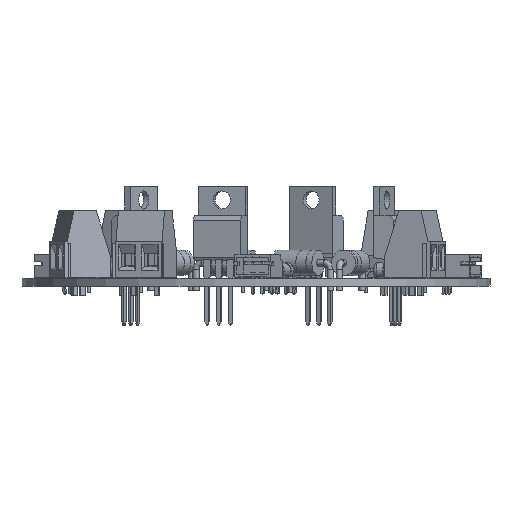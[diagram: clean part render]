
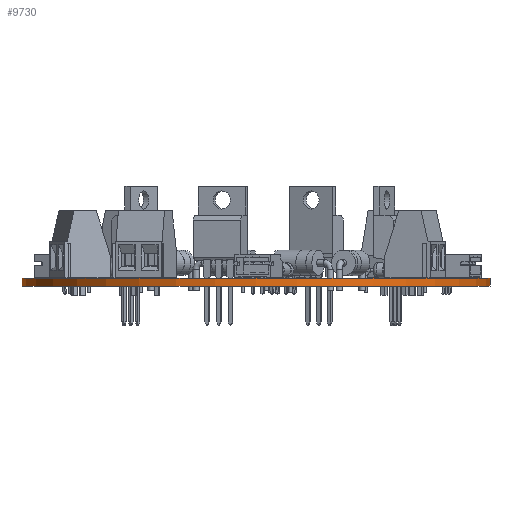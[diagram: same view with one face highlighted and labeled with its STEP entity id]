
A CAD part, front view. The second image highlights one B-rep face of the part: STEP entity #9730.
In plain terms, the highlighted cylindrical face has radius 48 mm (diameter 96 mm), a full revolution.
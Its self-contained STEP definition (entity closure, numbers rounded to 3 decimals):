
#9730 = ADVANCED_FACE('',(#9731),#9758,.T.);
#9731 = FACE_BOUND('',#9732,.F.);
#9732 = EDGE_LOOP('',(#9733,#9743,#9750,#9751));
#9733 = ORIENTED_EDGE('',*,*,#9734,.T.);
#9734 = EDGE_CURVE('',#9735,#9737,#9739,.T.);
#9735 = VERTEX_POINT('',#9736);
#9736 = CARTESIAN_POINT('',(194.909,-88.025,0.));
#9737 = VERTEX_POINT('',#9738);
#9738 = CARTESIAN_POINT('',(194.909,-88.025,1.6));
#9739 = LINE('',#9740,#9741);
#9740 = CARTESIAN_POINT('',(194.909,-88.025,0.));
#9741 = VECTOR('',#9742,1.);
#9742 = DIRECTION('',(0.,0.,1.));
#9743 = ORIENTED_EDGE('',*,*,#9744,.T.);
#9744 = EDGE_CURVE('',#9737,#9737,#9745,.T.);
#9745 = CIRCLE('',#9746,48.);
#9746 = AXIS2_PLACEMENT_3D('',#9747,#9748,#9749);
#9747 = CARTESIAN_POINT('',(146.909,-88.025,1.6));
#9748 = DIRECTION('',(0.,0.,1.));
#9749 = DIRECTION('',(1.,0.,-0.));
#9750 = ORIENTED_EDGE('',*,*,#9734,.F.);
#9751 = ORIENTED_EDGE('',*,*,#9752,.F.);
#9752 = EDGE_CURVE('',#9735,#9735,#9753,.T.);
#9753 = CIRCLE('',#9754,48.);
#9754 = AXIS2_PLACEMENT_3D('',#9755,#9756,#9757);
#9755 = CARTESIAN_POINT('',(146.909,-88.025,0.));
#9756 = DIRECTION('',(0.,0.,1.));
#9757 = DIRECTION('',(1.,0.,-0.));
#9758 = CYLINDRICAL_SURFACE('',#9759,48.);
#9759 = AXIS2_PLACEMENT_3D('',#9760,#9761,#9762);
#9760 = CARTESIAN_POINT('',(146.909,-88.025,0.));
#9761 = DIRECTION('',(-0.,-0.,-1.));
#9762 = DIRECTION('',(1.,0.,-0.));
